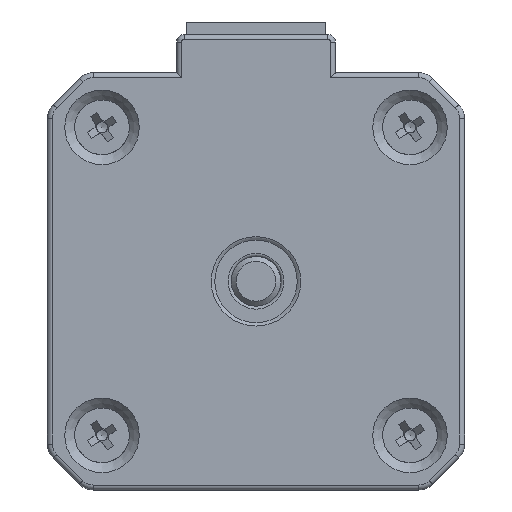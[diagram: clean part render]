
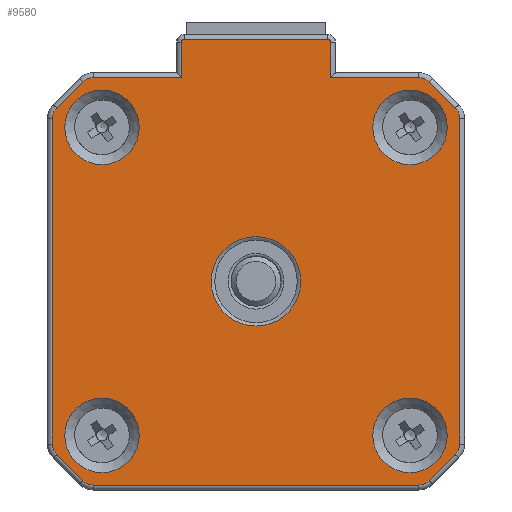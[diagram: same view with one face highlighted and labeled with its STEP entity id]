
A CAD part, front view. The second image highlights one B-rep face of the part: STEP entity #9580.
In plain terms, the highlighted planar face has unit normal (0, -1, 0).
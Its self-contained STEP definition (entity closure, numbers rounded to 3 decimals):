
#236=CIRCLE('',#9876,3.75);
#239=CIRCLE('',#9880,3.75);
#242=CIRCLE('',#9884,3.75);
#245=CIRCLE('',#9888,3.75);
#254=CIRCLE('',#10011,0.3);
#258=CIRCLE('',#10018,1.5);
#262=CIRCLE('',#10022,0.3);
#265=CIRCLE('',#10029,1.5);
#271=CIRCLE('',#10038,1.5);
#273=CIRCLE('',#10041,1.5);
#279=CIRCLE('',#10050,1.5);
#281=CIRCLE('',#10053,1.5);
#287=CIRCLE('',#10062,1.5);
#289=CIRCLE('',#10065,1.5);
#295=CIRCLE('',#10081,4.5);
#1216=ORIENTED_EDGE('',*,*,#2921,.T.);
#1217=ORIENTED_EDGE('',*,*,#2537,.T.);
#1218=ORIENTED_EDGE('',*,*,#2533,.T.);
#1219=ORIENTED_EDGE('',*,*,#2529,.T.);
#1220=ORIENTED_EDGE('',*,*,#2525,.T.);
#1221=ORIENTED_EDGE('',*,*,#2859,.T.);
#1222=ORIENTED_EDGE('',*,*,#2853,.T.);
#1223=ORIENTED_EDGE('',*,*,#2847,.T.);
#1224=ORIENTED_EDGE('',*,*,#2841,.T.);
#1225=ORIENTED_EDGE('',*,*,#2836,.T.);
#1226=ORIENTED_EDGE('',*,*,#2843,.T.);
#1227=ORIENTED_EDGE('',*,*,#2849,.T.);
#1228=ORIENTED_EDGE('',*,*,#2855,.T.);
#1229=ORIENTED_EDGE('',*,*,#2861,.T.);
#1230=ORIENTED_EDGE('',*,*,#2867,.T.);
#1231=ORIENTED_EDGE('',*,*,#2873,.T.);
#1232=ORIENTED_EDGE('',*,*,#2879,.T.);
#1233=ORIENTED_EDGE('',*,*,#2885,.T.);
#1234=ORIENTED_EDGE('',*,*,#2891,.T.);
#1235=ORIENTED_EDGE('',*,*,#2897,.T.);
#1236=ORIENTED_EDGE('',*,*,#2899,.T.);
#1237=ORIENTED_EDGE('',*,*,#2895,.T.);
#1238=ORIENTED_EDGE('',*,*,#2889,.T.);
#1239=ORIENTED_EDGE('',*,*,#2883,.T.);
#1240=ORIENTED_EDGE('',*,*,#2877,.T.);
#1241=ORIENTED_EDGE('',*,*,#2871,.T.);
#1242=ORIENTED_EDGE('',*,*,#2865,.T.);
#2525=EDGE_CURVE('',#3495,#3495,#236,.T.);
#2529=EDGE_CURVE('',#3498,#3498,#239,.T.);
#2533=EDGE_CURVE('',#3501,#3501,#242,.T.);
#2537=EDGE_CURVE('',#3504,#3504,#245,.T.);
#2836=EDGE_CURVE('',#3698,#3697,#4388,.T.);
#2841=EDGE_CURVE('',#3700,#3698,#254,.T.);
#2843=EDGE_CURVE('',#3697,#3703,#4390,.T.);
#2847=EDGE_CURVE('',#3704,#3700,#4393,.T.);
#2849=EDGE_CURVE('',#3703,#3707,#258,.T.);
#2853=EDGE_CURVE('',#3708,#3704,#262,.T.);
#2855=EDGE_CURVE('',#3707,#3711,#4394,.T.);
#2859=EDGE_CURVE('',#3712,#3708,#4397,.T.);
#2861=EDGE_CURVE('',#3711,#3715,#265,.T.);
#2865=EDGE_CURVE('',#3716,#3712,#4399,.T.);
#2867=EDGE_CURVE('',#3715,#3719,#4400,.T.);
#2871=EDGE_CURVE('',#3720,#3716,#271,.T.);
#2873=EDGE_CURVE('',#3719,#3723,#273,.T.);
#2877=EDGE_CURVE('',#3724,#3720,#4403,.T.);
#2879=EDGE_CURVE('',#3723,#3727,#4404,.T.);
#2883=EDGE_CURVE('',#3728,#3724,#279,.T.);
#2885=EDGE_CURVE('',#3727,#3731,#281,.T.);
#2889=EDGE_CURVE('',#3732,#3728,#4407,.T.);
#2891=EDGE_CURVE('',#3731,#3735,#4408,.T.);
#2895=EDGE_CURVE('',#3736,#3732,#287,.T.);
#2897=EDGE_CURVE('',#3735,#3739,#289,.T.);
#2899=EDGE_CURVE('',#3739,#3736,#4410,.T.);
#2921=EDGE_CURVE('',#3752,#3752,#295,.T.);
#3495=VERTEX_POINT('',#12767);
#3498=VERTEX_POINT('',#12775);
#3501=VERTEX_POINT('',#12783);
#3504=VERTEX_POINT('',#12791);
#3697=VERTEX_POINT('',#13396);
#3698=VERTEX_POINT('',#13398);
#3700=VERTEX_POINT('',#13412);
#3703=VERTEX_POINT('',#13419);
#3704=VERTEX_POINT('',#13424);
#3707=VERTEX_POINT('',#13431);
#3708=VERTEX_POINT('',#13444);
#3711=VERTEX_POINT('',#13451);
#3712=VERTEX_POINT('',#13456);
#3715=VERTEX_POINT('',#13463);
#3716=VERTEX_POINT('',#13468);
#3719=VERTEX_POINT('',#13475);
#3720=VERTEX_POINT('',#13480);
#3723=VERTEX_POINT('',#13487);
#3724=VERTEX_POINT('',#13492);
#3727=VERTEX_POINT('',#13499);
#3728=VERTEX_POINT('',#13504);
#3731=VERTEX_POINT('',#13511);
#3732=VERTEX_POINT('',#13516);
#3735=VERTEX_POINT('',#13523);
#3736=VERTEX_POINT('',#13528);
#3739=VERTEX_POINT('',#13535);
#3752=VERTEX_POINT('',#13583);
#4388=LINE('',#13397,#5033);
#4390=LINE('',#13420,#5035);
#4393=LINE('',#13427,#5038);
#4394=LINE('',#13452,#5039);
#4397=LINE('',#13459,#5042);
#4399=LINE('',#13471,#5044);
#4400=LINE('',#13476,#5045);
#4403=LINE('',#13495,#5048);
#4404=LINE('',#13500,#5049);
#4407=LINE('',#13519,#5052);
#4408=LINE('',#13524,#5053);
#4410=LINE('',#13539,#5055);
#5033=VECTOR('',#11234,1000.);
#5035=VECTOR('',#11248,1000.);
#5038=VECTOR('',#11255,1000.);
#5039=VECTOR('',#11274,1000.);
#5042=VECTOR('',#11281,1000.);
#5044=VECTOR('',#11295,1000.);
#5045=VECTOR('',#11300,1000.);
#5048=VECTOR('',#11323,1000.);
#5049=VECTOR('',#11328,1000.);
#5052=VECTOR('',#11351,1000.);
#5053=VECTOR('',#11356,1000.);
#5055=VECTOR('',#11376,1000.);
#5502=EDGE_LOOP('',(#1216));
#5503=EDGE_LOOP('',(#1217));
#5504=EDGE_LOOP('',(#1218));
#5505=EDGE_LOOP('',(#1219));
#5506=EDGE_LOOP('',(#1220));
#5507=EDGE_LOOP('',(#1221,#1222,#1223,#1224,#1225,#1226,#1227,#1228,#1229,
#1230,#1231,#1232,#1233,#1234,#1235,#1236,#1237,#1238,#1239,#1240,#1241,
#1242));
#5959=FACE_BOUND('',#5502,.T.);
#5960=FACE_BOUND('',#5503,.T.);
#5961=FACE_BOUND('',#5504,.T.);
#5962=FACE_BOUND('',#5505,.T.);
#5963=FACE_BOUND('',#5506,.T.);
#5964=FACE_BOUND('',#5507,.T.);
#6379=PLANE('',#10080);
#9580=ADVANCED_FACE('',(#5959,#5960,#5961,#5962,#5963,#5964),#6379,.F.);
#9876=AXIS2_PLACEMENT_3D('',#12768,#10675,#10676);
#9880=AXIS2_PLACEMENT_3D('',#12776,#10684,#10685);
#9884=AXIS2_PLACEMENT_3D('',#12784,#10693,#10694);
#9888=AXIS2_PLACEMENT_3D('',#12792,#10702,#10703);
#10011=AXIS2_PLACEMENT_3D('',#13415,#11242,#11243);
#10018=AXIS2_PLACEMENT_3D('',#13432,#11260,#11261);
#10022=AXIS2_PLACEMENT_3D('',#13447,#11268,#11269);
#10029=AXIS2_PLACEMENT_3D('',#13464,#11286,#11287);
#10038=AXIS2_PLACEMENT_3D('',#13483,#11308,#11309);
#10041=AXIS2_PLACEMENT_3D('',#13488,#11314,#11315);
#10050=AXIS2_PLACEMENT_3D('',#13507,#11336,#11337);
#10053=AXIS2_PLACEMENT_3D('',#13512,#11342,#11343);
#10062=AXIS2_PLACEMENT_3D('',#13531,#11364,#11365);
#10065=AXIS2_PLACEMENT_3D('',#13536,#11370,#11371);
#10080=AXIS2_PLACEMENT_3D('',#13581,#11418,#11419);
#10081=AXIS2_PLACEMENT_3D('',#13582,#11420,#11421);
#10675=DIRECTION('',(0.,1.,0.));
#10676=DIRECTION('',(0.,0.,1.));
#10684=DIRECTION('',(0.,1.,0.));
#10685=DIRECTION('',(0.,0.,1.));
#10693=DIRECTION('',(0.,1.,0.));
#10694=DIRECTION('',(0.,0.,1.));
#10702=DIRECTION('',(0.,1.,0.));
#10703=DIRECTION('',(0.,0.,1.));
#11234=DIRECTION('',(0.,0.,-1.));
#11242=DIRECTION('',(0.,-1.,0.));
#11243=DIRECTION('',(0.,0.,1.));
#11248=DIRECTION('',(-1.,0.,0.));
#11255=DIRECTION('',(-1.,0.,0.));
#11260=DIRECTION('',(0.,-1.,0.));
#11261=DIRECTION('',(0.,0.,1.));
#11268=DIRECTION('',(0.,-1.,0.));
#11269=DIRECTION('',(0.,0.,1.));
#11274=DIRECTION('',(-0.707,0.,-0.707));
#11281=DIRECTION('',(0.,0.,1.));
#11286=DIRECTION('',(0.,-1.,0.));
#11287=DIRECTION('',(0.,0.,1.));
#11295=DIRECTION('',(-1.,0.,0.));
#11300=DIRECTION('',(0.,0.,-1.));
#11308=DIRECTION('',(0.,-1.,0.));
#11309=DIRECTION('',(0.,0.,1.));
#11314=DIRECTION('',(0.,-1.,0.));
#11315=DIRECTION('',(0.,0.,1.));
#11323=DIRECTION('',(-0.707,0.,0.707));
#11328=DIRECTION('',(0.707,0.,-0.707));
#11336=DIRECTION('',(0.,-1.,0.));
#11337=DIRECTION('',(0.,0.,1.));
#11342=DIRECTION('',(0.,-1.,0.));
#11343=DIRECTION('',(0.,0.,1.));
#11351=DIRECTION('',(0.,0.,1.));
#11356=DIRECTION('',(1.,0.,0.));
#11364=DIRECTION('',(0.,-1.,0.));
#11365=DIRECTION('',(0.,0.,1.));
#11370=DIRECTION('',(0.,-1.,0.));
#11371=DIRECTION('',(0.,0.,1.));
#11376=DIRECTION('',(0.707,0.,0.707));
#11418=DIRECTION('',(0.,1.,0.));
#11419=DIRECTION('',(1.,0.,0.));
#11420=DIRECTION('',(0.,1.,0.));
#11421=DIRECTION('',(0.,0.,1.));
#12767=CARTESIAN_POINT('',(-15.5,4.5,-11.75));
#12768=CARTESIAN_POINT('',(-15.5,4.5,-15.5));
#12775=CARTESIAN_POINT('',(15.5,4.5,-11.75));
#12776=CARTESIAN_POINT('',(15.5,4.5,-15.5));
#12783=CARTESIAN_POINT('',(15.5,4.5,19.25));
#12784=CARTESIAN_POINT('',(15.5,4.5,15.5));
#12791=CARTESIAN_POINT('',(-15.5,4.5,19.25));
#12792=CARTESIAN_POINT('',(-15.5,4.5,15.5));
#13396=CARTESIAN_POINT('',(-7.5,4.5,20.5));
#13397=CARTESIAN_POINT('',(-7.5,4.5,0.));
#13398=CARTESIAN_POINT('',(-7.5,4.5,24.05));
#13412=CARTESIAN_POINT('',(-7.2,4.5,24.35));
#13415=CARTESIAN_POINT('',(-7.2,4.5,24.05));
#13419=CARTESIAN_POINT('',(-16.372,4.5,20.5));
#13420=CARTESIAN_POINT('',(0.,4.5,20.5));
#13424=CARTESIAN_POINT('',(7.2,4.5,24.35));
#13427=CARTESIAN_POINT('',(0.,4.5,24.35));
#13431=CARTESIAN_POINT('',(-17.432,4.5,20.061));
#13432=CARTESIAN_POINT('',(-16.372,4.5,19.));
#13444=CARTESIAN_POINT('',(7.5,4.5,24.05));
#13447=CARTESIAN_POINT('',(7.2,4.5,24.05));
#13451=CARTESIAN_POINT('',(-20.061,4.5,17.432));
#13452=CARTESIAN_POINT('',(-18.746,4.5,18.746));
#13456=CARTESIAN_POINT('',(7.5,4.5,20.5));
#13459=CARTESIAN_POINT('',(7.5,4.5,0.));
#13463=CARTESIAN_POINT('',(-20.5,4.5,16.372));
#13464=CARTESIAN_POINT('',(-19.,4.5,16.372));
#13468=CARTESIAN_POINT('',(16.372,4.5,20.5));
#13471=CARTESIAN_POINT('',(0.,4.5,20.5));
#13475=CARTESIAN_POINT('',(-20.5,4.5,-16.372));
#13476=CARTESIAN_POINT('',(-20.5,4.5,-16.372));
#13480=CARTESIAN_POINT('',(17.432,4.5,20.061));
#13483=CARTESIAN_POINT('',(16.372,4.5,19.));
#13487=CARTESIAN_POINT('',(-20.061,4.5,-17.432));
#13488=CARTESIAN_POINT('',(-19.,4.5,-16.372));
#13492=CARTESIAN_POINT('',(20.061,4.5,17.432));
#13495=CARTESIAN_POINT('',(18.746,4.5,18.746));
#13499=CARTESIAN_POINT('',(-17.432,4.5,-20.061));
#13500=CARTESIAN_POINT('',(-17.432,4.5,-20.061));
#13504=CARTESIAN_POINT('',(20.5,4.5,16.372));
#13507=CARTESIAN_POINT('',(19.,4.5,16.372));
#13511=CARTESIAN_POINT('',(-16.372,4.5,-20.5));
#13512=CARTESIAN_POINT('',(-16.372,4.5,-19.));
#13516=CARTESIAN_POINT('',(20.5,4.5,-16.372));
#13519=CARTESIAN_POINT('',(20.5,4.5,0.));
#13523=CARTESIAN_POINT('',(16.372,4.5,-20.5));
#13524=CARTESIAN_POINT('',(16.372,4.5,-20.5));
#13528=CARTESIAN_POINT('',(20.061,4.5,-17.432));
#13531=CARTESIAN_POINT('',(19.,4.5,-16.372));
#13535=CARTESIAN_POINT('',(17.432,4.5,-20.061));
#13536=CARTESIAN_POINT('',(16.372,4.5,-19.));
#13539=CARTESIAN_POINT('',(20.061,4.5,-17.432));
#13581=CARTESIAN_POINT('',(0.,4.5,0.));
#13582=CARTESIAN_POINT('',(0.,4.5,0.));
#13583=CARTESIAN_POINT('',(0.,4.5,4.5));
